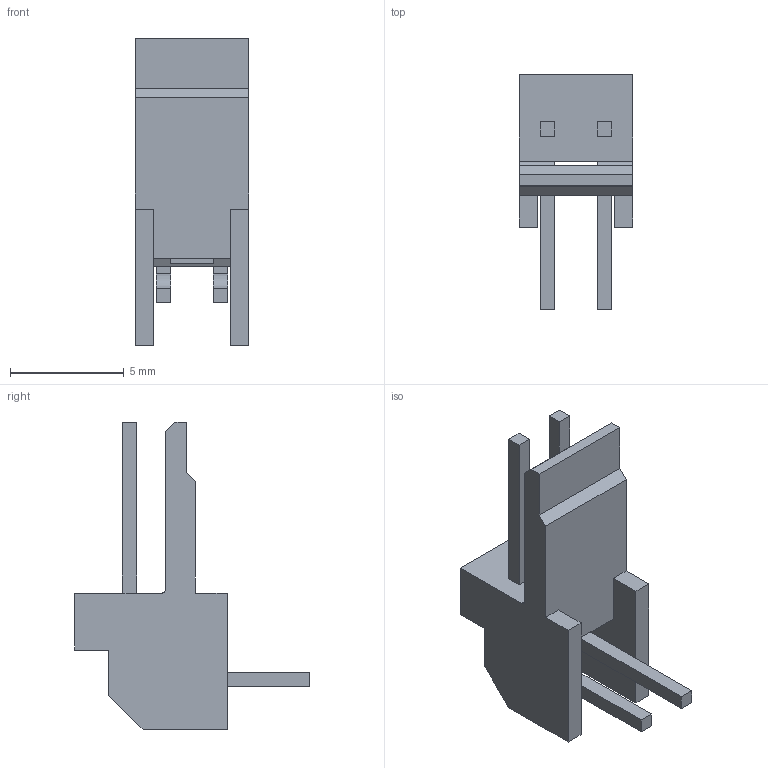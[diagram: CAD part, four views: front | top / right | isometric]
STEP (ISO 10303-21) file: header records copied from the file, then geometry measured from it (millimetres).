
FILE_DESCRIPTION((''),'2;1');
FILE_NAME('C-171826-2','2019-03-01T04:09:56',('workeradm'),('TE Connectivity Ltd.'),'CREO PARAMETRIC BY PTC INC, 2018190','CREO PARAMETRIC BY PTC INC, 2018190','');
FILE_SCHEMA(('AUTOMOTIVE_DESIGN { 1 0 10303 214 1 1 1 1 }'));
Length unit declared in the file: millimetre
Products named in the file (1): C-171826-2
Bounding box: 5 x 10.3 x 13.5 mm (x, y, z)
Volume: 142.4 mm3; surface area: 391.8 mm2
Topology: 1 solids, 1 shells, 62 faces, 168 edges, 110 vertices
Faces by surface type: plane 56, cylinder 6
Entity records: 1964 total; most frequent: CARTESIAN_POINT 342, ORIENTED_EDGE 336, DIRECTION 304, EDGE_CURVE 168, VECTOR 156, LINE 156, VERTEX_POINT 110, AXIS2_PLACEMENT_3D 74
